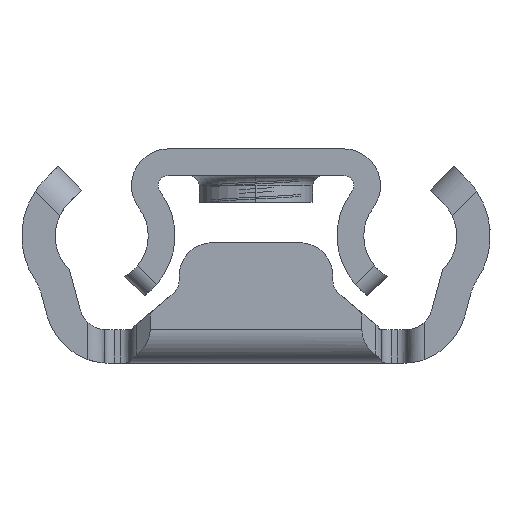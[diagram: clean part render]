
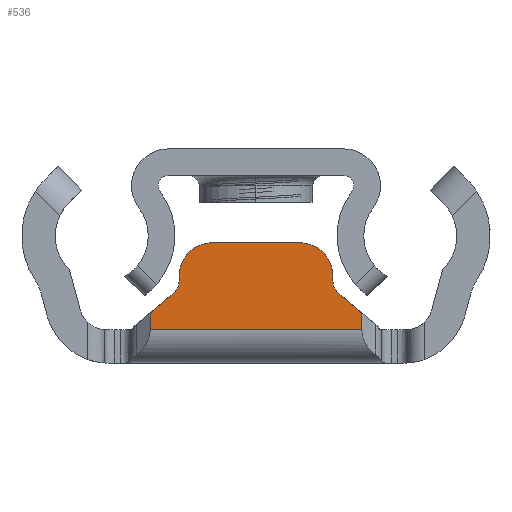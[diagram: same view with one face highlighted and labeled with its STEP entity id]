
A CAD part, left-side view. The second image highlights one B-rep face of the part: STEP entity #536.
In plain terms, the highlighted planar face has unit normal (-1, 0, 0).
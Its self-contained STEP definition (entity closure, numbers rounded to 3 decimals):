
#49 = CIRCLE ( 'NONE', #4759, 1. ) ;
#134 = DIRECTION ( 'NONE',  ( 0., 1., 0. ) ) ;
#197 = EDGE_CURVE ( 'NONE', #3169, #5328, #2048, .T. ) ;
#333 = ORIENTED_EDGE ( 'NONE', *, *, #4854, .T. ) ;
#408 = ORIENTED_EDGE ( 'NONE', *, *, #3076, .T. ) ;
#413 = CARTESIAN_POINT ( 'NONE',  ( 1.5, -3.163, 1.5 ) ) ;
#536 = ADVANCED_FACE ( 'NONE', ( #5869 ), #7654, .F. ) ;
#611 = DIRECTION ( 'NONE',  ( 0., 0., 1. ) ) ;
#620 = DIRECTION ( 'NONE',  ( 0., 0., 1. ) ) ;
#688 = ORIENTED_EDGE ( 'NONE', *, *, #6753, .T. ) ;
#715 = DIRECTION ( 'NONE',  ( -1., 0., 0. ) ) ;
#835 = CARTESIAN_POINT ( 'NONE',  ( 1.5, 2.3, 2.6 ) ) ;
#887 = VECTOR ( 'NONE', #7608, 1000. ) ;
#943 = CARTESIAN_POINT ( 'NONE',  ( 1.5, 2.479, 2.075 ) ) ;
#950 = ORIENTED_EDGE ( 'NONE', *, *, #3714, .T. ) ;
#1039 = AXIS2_PLACEMENT_3D ( 'NONE', #6323, #5074, #1511 ) ;
#1052 = CARTESIAN_POINT ( 'NONE',  ( 1.5, 3.163, 1.5 ) ) ;
#1065 = CARTESIAN_POINT ( 'NONE',  ( 1.5, -2.3, 2.6 ) ) ;
#1245 = CARTESIAN_POINT ( 'NONE',  ( 1.5, 3.163, 1. ) ) ;
#1496 = VERTEX_POINT ( 'NONE', #1245 ) ;
#1511 = DIRECTION ( 'NONE',  ( 0., 0., 1. ) ) ;
#1867 = ORIENTED_EDGE ( 'NONE', *, *, #5904, .T. ) ;
#2014 = CARTESIAN_POINT ( 'NONE',  ( 1.5, -2.479, 2.075 ) ) ;
#2048 = LINE ( 'NONE', #835, #7183 ) ;
#2140 = CIRCLE ( 'NONE', #4631, 0.5 ) ;
#2305 = DIRECTION ( 'NONE',  ( 1., 0., 0. ) ) ;
#2371 = CARTESIAN_POINT ( 'NONE',  ( 1.5, -1.3, 2.6 ) ) ;
#2502 = ORIENTED_EDGE ( 'NONE', *, *, #3228, .T. ) ;
#2515 = ORIENTED_EDGE ( 'NONE', *, *, #197, .T. ) ;
#2739 = VERTEX_POINT ( 'NONE', #5165 ) ;
#2793 = VERTEX_POINT ( 'NONE', #1052 ) ;
#3036 = CARTESIAN_POINT ( 'NONE',  ( 1.5, -3.163, 5.878 ) ) ;
#3076 = EDGE_CURVE ( 'NONE', #6082, #2793, #5035, .T. ) ;
#3169 = VERTEX_POINT ( 'NONE', #3172 ) ;
#3172 = CARTESIAN_POINT ( 'NONE',  ( 1.5, 2.3, 2.6 ) ) ;
#3228 = EDGE_CURVE ( 'NONE', #5435, #6181, #6871, .T. ) ;
#3243 = CARTESIAN_POINT ( 'NONE',  ( 1.5, 3.163, 1. ) ) ;
#3259 = DIRECTION ( 'NONE',  ( 0., 0., 1. ) ) ;
#3328 = CARTESIAN_POINT ( 'NONE',  ( 1.5, -2.3, 2.6 ) ) ;
#3457 = CARTESIAN_POINT ( 'NONE',  ( 1.5, 3.163, -0.5 ) ) ;
#3474 = EDGE_CURVE ( 'NONE', #1496, #2793, #3559, .T. ) ;
#3543 = VERTEX_POINT ( 'NONE', #5960 ) ;
#3559 = LINE ( 'NONE', #6578, #3616 ) ;
#3616 = VECTOR ( 'NONE', #611, 1000. ) ;
#3618 = LINE ( 'NONE', #3036, #6246 ) ;
#3636 = VECTOR ( 'NONE', #134, 1000. ) ;
#3675 = CARTESIAN_POINT ( 'NONE',  ( 1.5, 1.3, 2.6 ) ) ;
#3701 = LINE ( 'NONE', #6063, #3636 ) ;
#3714 = EDGE_CURVE ( 'NONE', #1496, #2739, #3826, .T. ) ;
#3760 = ORIENTED_EDGE ( 'NONE', *, *, #4939, .T. ) ;
#3784 = ORIENTED_EDGE ( 'NONE', *, *, #6373, .F. ) ;
#3807 = VERTEX_POINT ( 'NONE', #5648 ) ;
#3826 = LINE ( 'NONE', #3243, #6586 ) ;
#3909 = EDGE_CURVE ( 'NONE', #5328, #6082, #2140, .T. ) ;
#4185 = CARTESIAN_POINT ( 'NONE',  ( 1.5, 2.3, 2.458 ) ) ;
#4308 = CARTESIAN_POINT ( 'NONE',  ( 1.5, 2.479, 2.075 ) ) ;
#4631 = AXIS2_PLACEMENT_3D ( 'NONE', #6714, #7337, #3259 ) ;
#4759 = AXIS2_PLACEMENT_3D ( 'NONE', #2371, #5936, #620 ) ;
#4772 = AXIS2_PLACEMENT_3D ( 'NONE', #3675, #715, #6623 ) ;
#4854 = EDGE_CURVE ( 'NONE', #6181, #4946, #49, .T. ) ;
#4883 = DIRECTION ( 'NONE',  ( 0., 0.766, -0.643 ) ) ;
#4939 = EDGE_CURVE ( 'NONE', #7048, #3807, #6087, .T. ) ;
#4946 = VERTEX_POINT ( 'NONE', #4960 ) ;
#4960 = CARTESIAN_POINT ( 'NONE',  ( 1.5, -1.3, 3.6 ) ) ;
#5031 = DIRECTION ( 'NONE',  ( 0., 0., -1. ) ) ;
#5035 = LINE ( 'NONE', #4308, #7091 ) ;
#5074 = DIRECTION ( 'NONE',  ( 1., 0., 0. ) ) ;
#5165 = CARTESIAN_POINT ( 'NONE',  ( 1.5, -3.163, 1. ) ) ;
#5251 = ORIENTED_EDGE ( 'NONE', *, *, #5277, .T. ) ;
#5277 = EDGE_CURVE ( 'NONE', #3807, #5435, #6365, .T. ) ;
#5328 = VERTEX_POINT ( 'NONE', #4185 ) ;
#5433 = DIRECTION ( 'NONE',  ( 0., 0., -1. ) ) ;
#5435 = VERTEX_POINT ( 'NONE', #7163 ) ;
#5611 = DIRECTION ( 'NONE',  ( 0., -1., 0. ) ) ;
#5617 = ORIENTED_EDGE ( 'NONE', *, *, #3909, .T. ) ;
#5627 = CIRCLE ( 'NONE', #4772, 1. ) ;
#5648 = CARTESIAN_POINT ( 'NONE',  ( 1.5, -2.479, 2.075 ) ) ;
#5826 = DIRECTION ( 'NONE',  ( 0., 0., -1. ) ) ;
#5867 = VECTOR ( 'NONE', #7292, 1000. ) ;
#5869 = FACE_OUTER_BOUND ( 'NONE', #6151, .T. ) ;
#5904 = EDGE_CURVE ( 'NONE', #4946, #3543, #3701, .T. ) ;
#5936 = DIRECTION ( 'NONE',  ( -1., 0., 0. ) ) ;
#5960 = CARTESIAN_POINT ( 'NONE',  ( 1.5, 1.3, 3.6 ) ) ;
#6061 = AXIS2_PLACEMENT_3D ( 'NONE', #3457, #2305, #5826 ) ;
#6063 = CARTESIAN_POINT ( 'NONE',  ( 1.5, -1.3, 3.6 ) ) ;
#6082 = VERTEX_POINT ( 'NONE', #943 ) ;
#6087 = LINE ( 'NONE', #2014, #5867 ) ;
#6151 = EDGE_LOOP ( 'NONE', ( #6932, #950, #3784, #3760, #5251, #2502, #333, #1867, #688, #2515, #5617, #408 ) ) ;
#6181 = VERTEX_POINT ( 'NONE', #1065 ) ;
#6246 = VECTOR ( 'NONE', #5433, 1000. ) ;
#6323 = CARTESIAN_POINT ( 'NONE',  ( 1.5, -2.8, 2.458 ) ) ;
#6365 = CIRCLE ( 'NONE', #1039, 0.5 ) ;
#6373 = EDGE_CURVE ( 'NONE', #7048, #2739, #3618, .T. ) ;
#6578 = CARTESIAN_POINT ( 'NONE',  ( 1.5, 3.163, 5.878 ) ) ;
#6586 = VECTOR ( 'NONE', #5611, 1000. ) ;
#6623 = DIRECTION ( 'NONE',  ( 0., 0., 1. ) ) ;
#6714 = CARTESIAN_POINT ( 'NONE',  ( 1.5, 2.8, 2.458 ) ) ;
#6753 = EDGE_CURVE ( 'NONE', #3543, #3169, #5627, .T. ) ;
#6871 = LINE ( 'NONE', #3328, #887 ) ;
#6932 = ORIENTED_EDGE ( 'NONE', *, *, #3474, .F. ) ;
#7048 = VERTEX_POINT ( 'NONE', #413 ) ;
#7091 = VECTOR ( 'NONE', #4883, 1000. ) ;
#7163 = CARTESIAN_POINT ( 'NONE',  ( 1.5, -2.3, 2.458 ) ) ;
#7183 = VECTOR ( 'NONE', #5031, 1000. ) ;
#7292 = DIRECTION ( 'NONE',  ( 0., 0.766, 0.643 ) ) ;
#7337 = DIRECTION ( 'NONE',  ( 1., 0., 0. ) ) ;
#7608 = DIRECTION ( 'NONE',  ( 0., 0., 1. ) ) ;
#7654 = PLANE ( 'NONE',  #6061 ) ;
